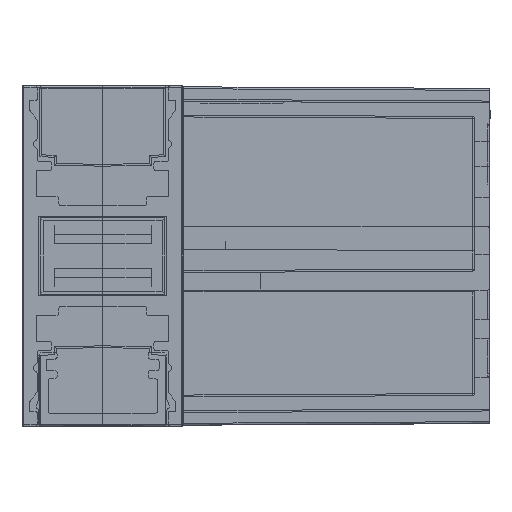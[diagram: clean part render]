
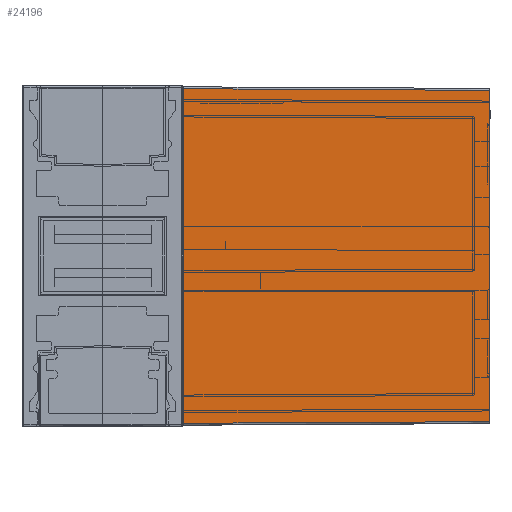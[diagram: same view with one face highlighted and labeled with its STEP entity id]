
A CAD part, front view. The second image highlights one B-rep face of the part: STEP entity #24196.
In plain terms, the highlighted planar face has unit normal (0.005, -1, 0).
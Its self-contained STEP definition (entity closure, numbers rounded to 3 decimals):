
#1656=FACE_OUTER_BOUND('',#2980,.T.);
#2980=EDGE_LOOP('',(#17674,#17675,#17676,#17677,#17678,#17679));
#5420=LINE('',#36895,#7744);
#5488=LINE('',#37215,#7812);
#5589=LINE('',#37504,#7913);
#5593=LINE('',#37514,#7917);
#5594=LINE('',#37516,#7918);
#5595=LINE('',#37517,#7919);
#7744=VECTOR('',#29830,10.);
#7812=VECTOR('',#30056,10.);
#7913=VECTOR('',#30373,10.);
#7917=VECTOR('',#30387,10.);
#7918=VECTOR('',#30390,10.);
#7919=VECTOR('',#30391,10.);
#10029=VERTEX_POINT('',#36892);
#10030=VERTEX_POINT('',#36894);
#10117=VERTEX_POINT('',#37212);
#10118=VERTEX_POINT('',#37214);
#10198=VERTEX_POINT('',#37502);
#10199=VERTEX_POINT('',#37511);
#12665=EDGE_CURVE('',#10029,#10030,#5420,.T.);
#12784=EDGE_CURVE('',#10117,#10118,#5488,.F.);
#12934=EDGE_CURVE('',#10198,#10117,#5589,.T.);
#12940=EDGE_CURVE('',#10118,#10199,#5593,.T.);
#12941=EDGE_CURVE('',#10030,#10198,#5594,.T.);
#12942=EDGE_CURVE('',#10199,#10029,#5595,.T.);
#17674=ORIENTED_EDGE('',*,*,#12934,.F.);
#17675=ORIENTED_EDGE('',*,*,#12941,.F.);
#17676=ORIENTED_EDGE('',*,*,#12665,.F.);
#17677=ORIENTED_EDGE('',*,*,#12942,.F.);
#17678=ORIENTED_EDGE('',*,*,#12940,.F.);
#17679=ORIENTED_EDGE('',*,*,#12784,.F.);
#21917=PLANE('',#26048);
#24196=ADVANCED_FACE('',(#1656),#21917,.T.);
#26048=AXIS2_PLACEMENT_3D('',#37515,#30388,#30389);
#29830=DIRECTION('',(0.,0.,1.));
#30056=DIRECTION('',(0.,0.,1.));
#30373=DIRECTION('',(1.,0.005,-0.005));
#30387=DIRECTION('',(-1.,-0.005,-0.005));
#30388=DIRECTION('center_axis',(0.005,-1.,
0.));
#30389=DIRECTION('ref_axis',(0.,0.,
1.));
#30390=DIRECTION('',(0.,0.,1.));
#30391=DIRECTION('',(0.,0.,1.));
#36892=CARTESIAN_POINT('',(8.25,-758.2,-3.5));
#36894=CARTESIAN_POINT('',(8.25,-758.2,3.5));
#36895=CARTESIAN_POINT('',(8.25,-758.2,-17.4));
#37212=CARTESIAN_POINT('',(39.75,-758.035,17.035));
#37214=CARTESIAN_POINT('',(39.75,-758.035,-17.035));
#37215=CARTESIAN_POINT('',(39.75,-758.035,-8.7));
#37502=CARTESIAN_POINT('',(8.25,-758.2,17.2));
#37504=CARTESIAN_POINT('',(39.839,-758.035,17.035));
#37511=CARTESIAN_POINT('',(8.25,-758.2,-17.2));
#37514=CARTESIAN_POINT('',(39.791,-758.035,-17.035));
#37515=CARTESIAN_POINT('Origin',(39.75,-758.035,-17.4));
#37516=CARTESIAN_POINT('',(8.25,-758.2,-0.05));
#37517=CARTESIAN_POINT('',(8.25,-758.2,-0.05));
